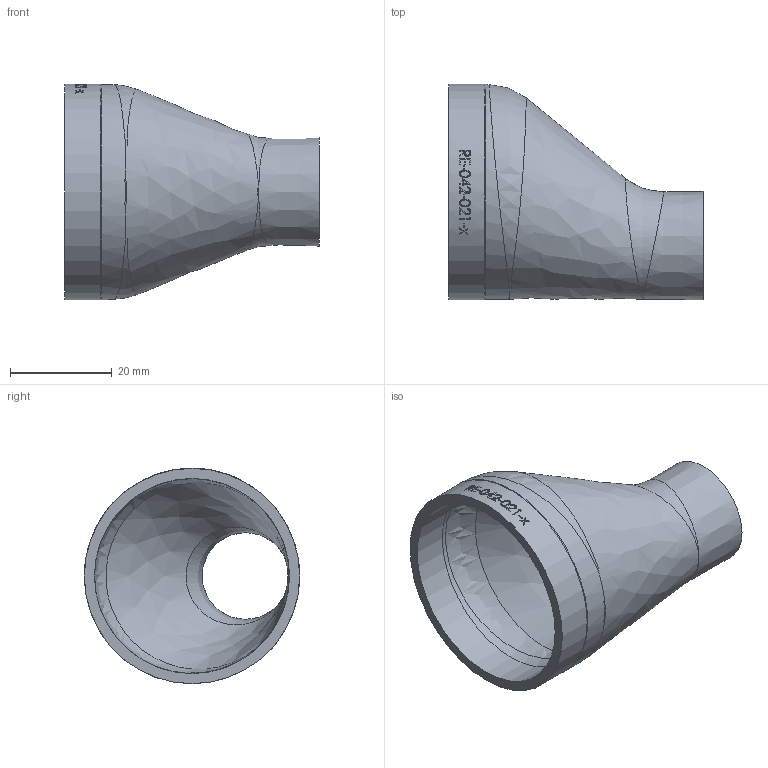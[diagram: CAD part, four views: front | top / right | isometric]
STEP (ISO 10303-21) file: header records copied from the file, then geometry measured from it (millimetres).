
FILE_DESCRIPTION (( 'STEP AP214' ), '1' );
FILE_NAME ('RE-042-021-x Reduzierung Exzenter 42,4x21,3x2,0x2,0 BL50 1909.STEP', '2019-09-18T15:34:45', ( '' ), ( '' ), 'SwSTEP 2.0', 'SolidWorks 2016', '' );
FILE_SCHEMA (( 'AUTOMOTIVE_DESIGN' ));
Length unit declared in the file: millimetre
Products named in the file (1): RE-042-021-x Reduzierung Exzenter 42,4x21,3x2,0x2,0 BL50 1909
Bounding box: 50 x 42.4 x 42.4 mm (x, y, z)
Volume: 9853.2 mm3; surface area: 10183.6 mm2
Topology: 1 solids, 1 shells, 148 faces, 399 edges, 268 vertices
Faces by surface type: plane 62, bspline 61, cylinder 20, cone 4, torus 1
Full cylindrical faces by diameter (mm): 38.4 x1, 42.4 x1
Entity records: 13374 total; most frequent: CARTESIAN_POINT 8903, ORIENTED_EDGE 740, DIRECTION 428, EDGE_CURVE 370, VERTEX_POINT 253, B_SPLINE_CURVE_WITH_KNOTS 195, EDGE_LOOP 175, AXIS2_PLACEMENT_3D 167
